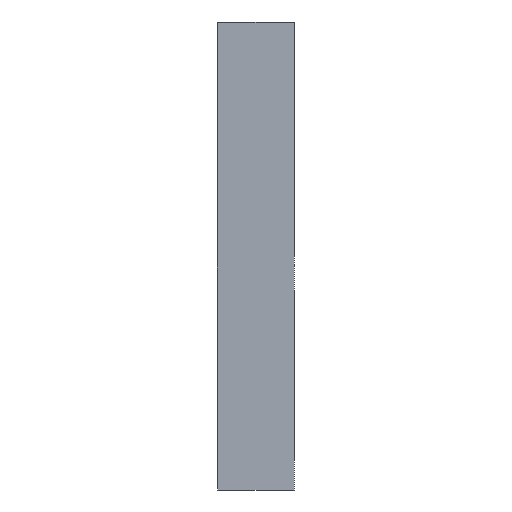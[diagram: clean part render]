
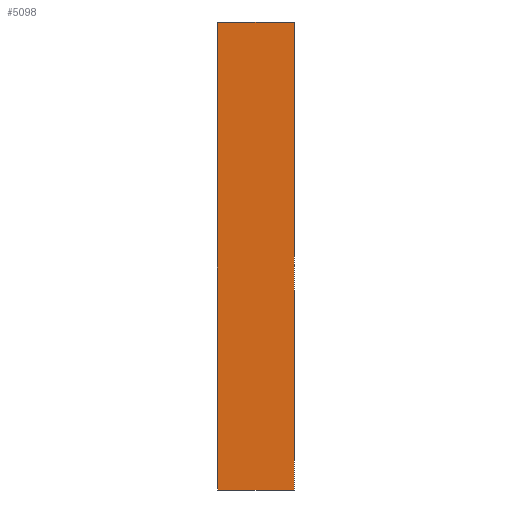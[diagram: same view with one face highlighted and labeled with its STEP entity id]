
A CAD part, left-side view. The second image highlights one B-rep face of the part: STEP entity #5098.
In plain terms, the highlighted planar face has unit normal (-1, 0, 0).
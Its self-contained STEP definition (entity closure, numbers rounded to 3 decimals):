
#106 = CARTESIAN_POINT ( 'NONE',  ( 0., 0., 0. ) ) ;
#375 = EDGE_CURVE ( 'NONE', #2731, #2432, #5361, .T. ) ;
#560 = DIRECTION ( 'NONE',  ( 0., -1., 0. ) ) ;
#655 = CARTESIAN_POINT ( 'NONE',  ( 0., 0.896, 0. ) ) ;
#722 = EDGE_CURVE ( 'NONE', #5239, #3153, #5469, .T. ) ;
#820 = ORIENTED_EDGE ( 'NONE', *, *, #2927, .T. ) ;
#886 = ORIENTED_EDGE ( 'NONE', *, *, #375, .F. ) ;
#922 = VECTOR ( 'NONE', #560, 1000. ) ;
#1041 = CARTESIAN_POINT ( 'NONE',  ( 0., 0.896, -5.5 ) ) ;
#1700 = VECTOR ( 'NONE', #5527, 1000. ) ;
#1812 = ORIENTED_EDGE ( 'NONE', *, *, #5832, .F. ) ;
#1841 = DIRECTION ( 'NONE',  ( 0., -1., 0. ) ) ;
#1969 = VECTOR ( 'NONE', #1841, 1000. ) ;
#1971 = CARTESIAN_POINT ( 'NONE',  ( 0., 0., -5.5 ) ) ;
#2078 = DIRECTION ( 'NONE',  ( 0., 0., -1. ) ) ;
#2243 = VECTOR ( 'NONE', #2078, 1000. ) ;
#2432 = VERTEX_POINT ( 'NONE', #5730 ) ;
#2611 = CARTESIAN_POINT ( 'NONE',  ( 0., 0.896, 0. ) ) ;
#2630 = ORIENTED_EDGE ( 'NONE', *, *, #722, .T. ) ;
#2731 = VERTEX_POINT ( 'NONE', #2611 ) ;
#2811 = CARTESIAN_POINT ( 'NONE',  ( 0., 0.896, 0. ) ) ;
#2927 = EDGE_CURVE ( 'NONE', #2731, #5239, #3007, .T. ) ;
#2963 = DIRECTION ( 'NONE',  ( -1., 0., 0. ) ) ;
#3007 = LINE ( 'NONE', #655, #1700 ) ;
#3153 = VERTEX_POINT ( 'NONE', #1971 ) ;
#3482 = DIRECTION ( 'NONE',  ( 0., 0., 1. ) ) ;
#3495 = EDGE_LOOP ( 'NONE', ( #1812, #886, #820, #2630 ) ) ;
#3706 = CARTESIAN_POINT ( 'NONE',  ( 0., 0.896, -5.5 ) ) ;
#3744 = AXIS2_PLACEMENT_3D ( 'NONE', #3971, #2963, #3482 ) ;
#3971 = CARTESIAN_POINT ( 'NONE',  ( 0., 0.896, 0. ) ) ;
#4545 = LINE ( 'NONE', #106, #2243 ) ;
#5098 = ADVANCED_FACE ( 'NONE', ( #5907 ), #5420, .T. ) ;
#5239 = VERTEX_POINT ( 'NONE', #3706 ) ;
#5361 = LINE ( 'NONE', #2811, #1969 ) ;
#5420 = PLANE ( 'NONE',  #3744 ) ;
#5469 = LINE ( 'NONE', #1041, #922 ) ;
#5527 = DIRECTION ( 'NONE',  ( 0., 0., -1. ) ) ;
#5730 = CARTESIAN_POINT ( 'NONE',  ( 0., 0., 0. ) ) ;
#5832 = EDGE_CURVE ( 'NONE', #2432, #3153, #4545, .T. ) ;
#5907 = FACE_OUTER_BOUND ( 'NONE', #3495, .T. ) ;
